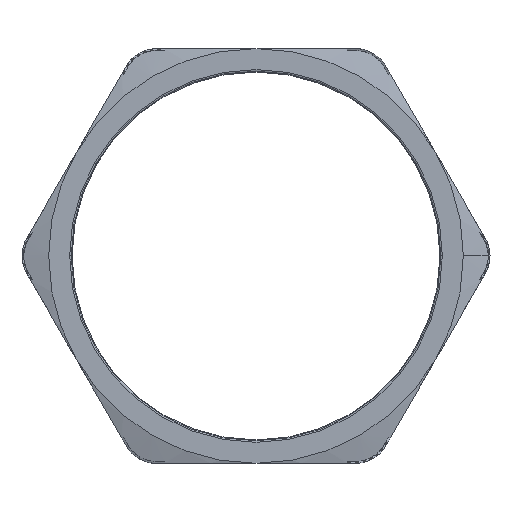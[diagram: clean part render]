
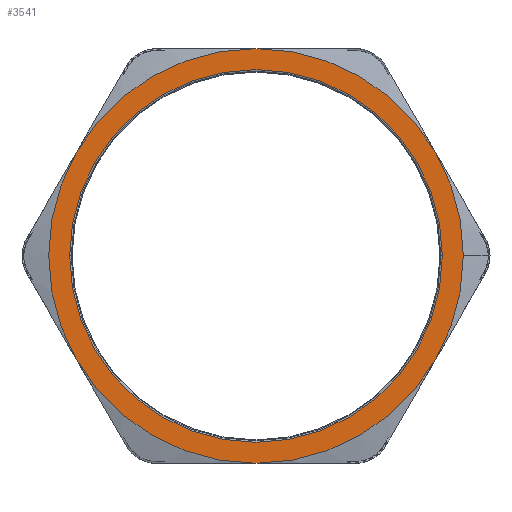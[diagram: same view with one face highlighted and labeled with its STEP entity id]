
A CAD part, top view. The second image highlights one B-rep face of the part: STEP entity #3541.
In plain terms, the highlighted planar face has unit normal (0, 0, 1).
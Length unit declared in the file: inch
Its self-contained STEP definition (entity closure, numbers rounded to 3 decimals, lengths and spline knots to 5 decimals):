
#202 = VERTEX_POINT ( 'NONE', #5569 ) ;
#204 = EDGE_CURVE ( 'NONE', #202, #205, #5566, .T. ) ;
#205 = VERTEX_POINT ( 'NONE', #5567 ) ;
#2542 = CARTESIAN_POINT ( 'NONE',  ( 0.638, 0., 0.2 ) ) ;
#2549 = CARTESIAN_POINT ( 'NONE',  ( -0.638, 0., 0.2 ) ) ;
#2615 = DIRECTION ( 'NONE',  ( 1., 0., 0. ) ) ;
#2616 = DIRECTION ( 'NONE',  ( 0., 0., -1. ) ) ;
#2617 = CARTESIAN_POINT ( 'NONE',  ( 0., 0., 0.2 ) ) ;
#2618 = AXIS2_PLACEMENT_3D ( 'NONE', #2617, #2616, #2615 ) ;
#2619 = CIRCLE ( 'NONE', #2618, 0.638 ) ;
#3061 = VERTEX_POINT ( 'NONE', #6045 ) ;
#3098 = VERTEX_POINT ( 'NONE', #6147 ) ;
#3175 = VERTEX_POINT ( 'NONE', #6302 ) ;
#3208 = VERTEX_POINT ( 'NONE', #6346 ) ;
#3281 = VERTEX_POINT ( 'NONE', #6472 ) ;
#3457 = ORIENTED_EDGE ( 'NONE', *, *, #7485, .T. ) ;
#3458 = EDGE_LOOP ( 'NONE', ( #3459, #3522, #3523, #3525, #3527, #3529, #3531 ) ) ;
#3459 = ORIENTED_EDGE ( 'NONE', *, *, #3521, .T. ) ;
#3521 = EDGE_CURVE ( 'NONE', #3208, #202, #7025, .T. ) ;
#3522 = ORIENTED_EDGE ( 'NONE', *, *, #204, .T. ) ;
#3523 = ORIENTED_EDGE ( 'NONE', *, *, #3524, .T. ) ;
#3524 = EDGE_CURVE ( 'NONE', #205, #3281, #7020, .T. ) ;
#3525 = ORIENTED_EDGE ( 'NONE', *, *, #3526, .T. ) ;
#3526 = EDGE_CURVE ( 'NONE', #3281, #3061, #7015, .T. ) ;
#3527 = ORIENTED_EDGE ( 'NONE', *, *, #3528, .T. ) ;
#3528 = EDGE_CURVE ( 'NONE', #3061, #3098, #7010, .T. ) ;
#3529 = ORIENTED_EDGE ( 'NONE', *, *, #3530, .T. ) ;
#3530 = EDGE_CURVE ( 'NONE', #3098, #3175, #7005, .T. ) ;
#3531 = ORIENTED_EDGE ( 'NONE', *, *, #3532, .T. ) ;
#3532 = EDGE_CURVE ( 'NONE', #3175, #3208, #7047, .T. ) ;
#3541 = ADVANCED_FACE ( 'NONE', ( #7067, #7066 ), #7060, .T. ) ;
#3542 = EDGE_LOOP ( 'NONE', ( #3543, #3457 ) ) ;
#3543 = ORIENTED_EDGE ( 'NONE', *, *, #3544, .T. ) ;
#3544 = EDGE_CURVE ( 'NONE', #7444, #7466, #7055, .T. ) ;
#5562 = DIRECTION ( 'NONE',  ( 1., 0., 0. ) ) ;
#5563 = DIRECTION ( 'NONE',  ( 0., 0., 1. ) ) ;
#5564 = CARTESIAN_POINT ( 'NONE',  ( 0., 0., 0.2 ) ) ;
#5565 = AXIS2_PLACEMENT_3D ( 'NONE', #5564, #5563, #5562 ) ;
#5566 = CIRCLE ( 'NONE', #5565, 0.71 ) ;
#5567 = CARTESIAN_POINT ( 'NONE',  ( 0.61488, 0.355, 0.2 ) ) ;
#5569 = CARTESIAN_POINT ( 'NONE',  ( 0.71, 0., 0.2 ) ) ;
#6045 = CARTESIAN_POINT ( 'NONE',  ( -0.61488, 0.355, 0.2 ) ) ;
#6147 = CARTESIAN_POINT ( 'NONE',  ( -0.61488, -0.355, 0.2 ) ) ;
#6302 = CARTESIAN_POINT ( 'NONE',  ( 0., -0.71, 0.2 ) ) ;
#6346 = CARTESIAN_POINT ( 'NONE',  ( 0.61488, -0.355, 0.2 ) ) ;
#6472 = CARTESIAN_POINT ( 'NONE',  ( 0., 0.71, 0.2 ) ) ;
#7001 = DIRECTION ( 'NONE',  ( 1., 0., 0. ) ) ;
#7002 = DIRECTION ( 'NONE',  ( 0., 0., 1. ) ) ;
#7003 = CARTESIAN_POINT ( 'NONE',  ( 0., 0., 0.2 ) ) ;
#7004 = AXIS2_PLACEMENT_3D ( 'NONE', #7003, #7002, #7001 ) ;
#7005 = CIRCLE ( 'NONE', #7004, 0.71 ) ;
#7006 = DIRECTION ( 'NONE',  ( 1., 0., 0. ) ) ;
#7007 = DIRECTION ( 'NONE',  ( 0., 0., 1. ) ) ;
#7008 = CARTESIAN_POINT ( 'NONE',  ( 0., 0., 0.2 ) ) ;
#7009 = AXIS2_PLACEMENT_3D ( 'NONE', #7008, #7007, #7006 ) ;
#7010 = CIRCLE ( 'NONE', #7009, 0.71 ) ;
#7011 = DIRECTION ( 'NONE',  ( 1., 0., 0. ) ) ;
#7012 = DIRECTION ( 'NONE',  ( 0., 0., 1. ) ) ;
#7013 = CARTESIAN_POINT ( 'NONE',  ( 0., 0., 0.2 ) ) ;
#7014 = AXIS2_PLACEMENT_3D ( 'NONE', #7013, #7012, #7011 ) ;
#7015 = CIRCLE ( 'NONE', #7014, 0.71 ) ;
#7016 = DIRECTION ( 'NONE',  ( 1., 0., 0. ) ) ;
#7017 = DIRECTION ( 'NONE',  ( 0., 0., 1. ) ) ;
#7018 = CARTESIAN_POINT ( 'NONE',  ( 0., 0., 0.2 ) ) ;
#7019 = AXIS2_PLACEMENT_3D ( 'NONE', #7018, #7017, #7016 ) ;
#7020 = CIRCLE ( 'NONE', #7019, 0.71 ) ;
#7021 = DIRECTION ( 'NONE',  ( 1., 0., 0. ) ) ;
#7022 = DIRECTION ( 'NONE',  ( 0., 0., 1. ) ) ;
#7023 = CARTESIAN_POINT ( 'NONE',  ( 0., 0., 0.2 ) ) ;
#7024 = AXIS2_PLACEMENT_3D ( 'NONE', #7023, #7022, #7021 ) ;
#7025 = CIRCLE ( 'NONE', #7024, 0.71 ) ;
#7043 = DIRECTION ( 'NONE',  ( 1., 0., 0. ) ) ;
#7044 = DIRECTION ( 'NONE',  ( 0., 0., 1. ) ) ;
#7045 = CARTESIAN_POINT ( 'NONE',  ( 0., 0., 0.2 ) ) ;
#7046 = AXIS2_PLACEMENT_3D ( 'NONE', #7045, #7044, #7043 ) ;
#7047 = CIRCLE ( 'NONE', #7046, 0.71 ) ;
#7051 = DIRECTION ( 'NONE',  ( 1., 0., 0. ) ) ;
#7052 = DIRECTION ( 'NONE',  ( 0., 0., -1. ) ) ;
#7053 = CARTESIAN_POINT ( 'NONE',  ( 0., 0., 0.2 ) ) ;
#7054 = AXIS2_PLACEMENT_3D ( 'NONE', #7053, #7052, #7051 ) ;
#7055 = CIRCLE ( 'NONE', #7054, 0.638 ) ;
#7056 = DIRECTION ( 'NONE',  ( 1., 0., 0. ) ) ;
#7057 = DIRECTION ( 'NONE',  ( 0., 0., 1. ) ) ;
#7058 = CARTESIAN_POINT ( 'NONE',  ( -1.22976, -0.71, 0.2 ) ) ;
#7059 = AXIS2_PLACEMENT_3D ( 'NONE', #7058, #7057, #7056 ) ;
#7060 = PLANE ( 'NONE',  #7059 ) ;
#7066 = FACE_OUTER_BOUND ( 'NONE', #3458, .T. ) ;
#7067 = FACE_BOUND ( 'NONE', #3542, .T. ) ;
#7444 = VERTEX_POINT ( 'NONE', #2542 ) ;
#7466 = VERTEX_POINT ( 'NONE', #2549 ) ;
#7485 = EDGE_CURVE ( 'NONE', #7466, #7444, #2619, .T. ) ;
